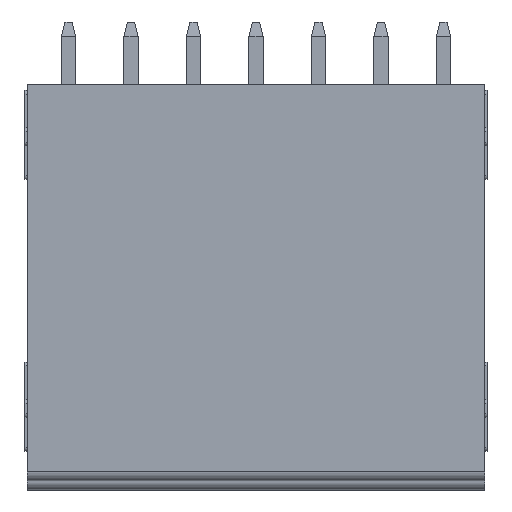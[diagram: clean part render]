
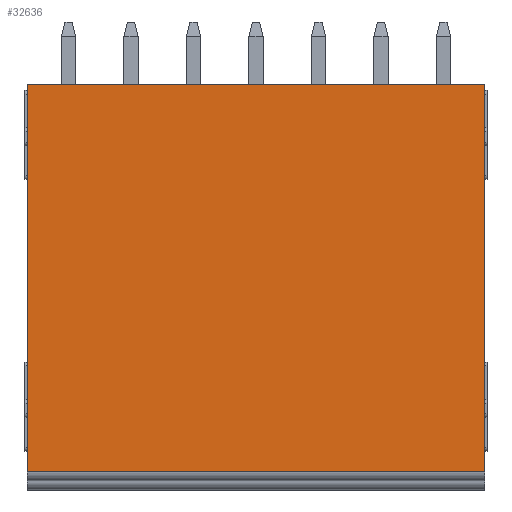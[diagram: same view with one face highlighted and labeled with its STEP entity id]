
A CAD part, top view. The second image highlights one B-rep face of the part: STEP entity #32636.
In plain terms, the highlighted planar face has unit normal (0, 0, 1).
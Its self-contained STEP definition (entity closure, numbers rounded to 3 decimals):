
#11749=DIRECTION('',(-1.,0.,0.));
#11750=VECTOR('',#11749,25.6);
#11751=CARTESIAN_POINT('',(-0.15,-10.3,9.2));
#11752=LINE('',#11751,#11750);
#11758=DIRECTION('',(0.,-1.,0.));
#11759=VECTOR('',#11758,21.7);
#11760=CARTESIAN_POINT('',(-25.75,11.4,9.2));
#11761=LINE('',#11760,#11759);
#11762=DIRECTION('',(-1.,0.,0.));
#11763=VECTOR('',#11762,25.6);
#11764=CARTESIAN_POINT('',(-0.15,11.4,9.2));
#11765=LINE('',#11764,#11763);
#11766=DIRECTION('',(0.,-1.,0.));
#11767=VECTOR('',#11766,21.7);
#11768=CARTESIAN_POINT('',(-0.15,11.4,9.2));
#11769=LINE('',#11768,#11767);
#16284=CARTESIAN_POINT('',(-0.15,11.4,9.2));
#16285=VERTEX_POINT('',#16284);
#16286=CARTESIAN_POINT('',(-0.15,-10.3,9.2));
#16287=VERTEX_POINT('',#16286);
#16408=CARTESIAN_POINT('',(-25.75,11.4,9.2));
#16409=VERTEX_POINT('',#16408);
#16410=CARTESIAN_POINT('',(-25.75,-10.3,9.2));
#16411=VERTEX_POINT('',#16410);
#32624=CARTESIAN_POINT('',(0.,11.4,9.2));
#32625=DIRECTION('',(0.,0.,1.));
#32626=DIRECTION('',(0.,-1.,0.));
#32627=AXIS2_PLACEMENT_3D('',#32624,#32625,#32626);
#32628=PLANE('',#32627);
#32629=ORIENTED_EDGE('',*,*,#24357,.F.);
#32631=ORIENTED_EDGE('',*,*,#32630,.F.);
#32632=ORIENTED_EDGE('',*,*,#32413,.T.);
#32633=ORIENTED_EDGE('',*,*,#32617,.T.);
#32634=EDGE_LOOP('',(#32629,#32631,#32632,#32633));
#32635=FACE_OUTER_BOUND('',#32634,.F.);
#32636=ADVANCED_FACE('',(#32635),#32628,.T.);
#24357=EDGE_CURVE('',#16409,#16411,#11761,.T.);
#32413=EDGE_CURVE('',#16285,#16287,#11769,.T.);
#32617=EDGE_CURVE('',#16287,#16411,#11752,.T.);
#32630=EDGE_CURVE('',#16285,#16409,#11765,.T.);
